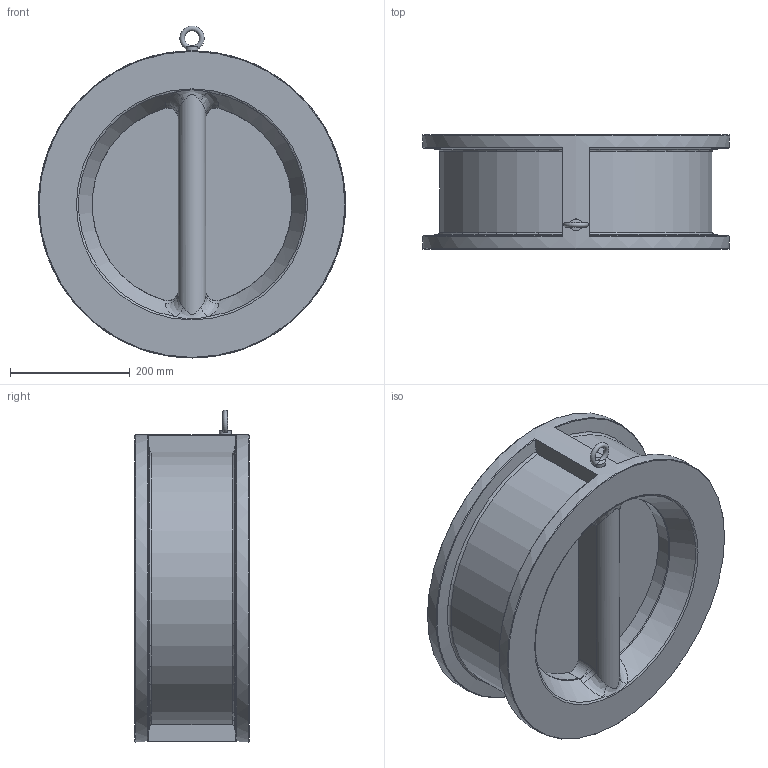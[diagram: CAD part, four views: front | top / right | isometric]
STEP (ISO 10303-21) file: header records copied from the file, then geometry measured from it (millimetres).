
FILE_DESCRIPTION (( 'STEP AP214' ), '1' );
FILE_NAME ('916-400 ANSI150_Dummy.STEP', '2024-01-22T09:05:41', ( '' ), ( '' ), 'SwSTEP 2.0', 'SolidWorks 2022', '' );
FILE_SCHEMA (( 'AUTOMOTIVE_DESIGN' ));
Length unit declared in the file: millimetre
Products named in the file (3): 0000350; 916-400 ANSI150_Dummy; 0000307
Assembly tree (2 placements, depth 2):
  916-400 ANSI150_Dummy
    0000350
    0000307
Bounding box: 514 x 191 x 555.49 mm (x, y, z)
Volume: 15249019.9 mm3; surface area: 1120233.5 mm2
Topology: 4 solids, 4 shells, 87 faces, 200 edges, 128 vertices
Faces by surface type: cylinder 26, plane 19, cone 15, bspline 14, torus 13
Full cylindrical faces by diameter (mm): 7.7 x1, 10 x1, 16 x1, 18.5 x1, 20 x1, 406 x1, 514 x1
Entity records: 3915 total; most frequent: CARTESIAN_POINT 2066, ORIENTED_EDGE 354, DIRECTION 332, EDGE_CURVE 177, AXIS2_PLACEMENT_3D 149, VERTEX_POINT 119, EDGE_LOOP 108, FACE_OUTER_BOUND 96
